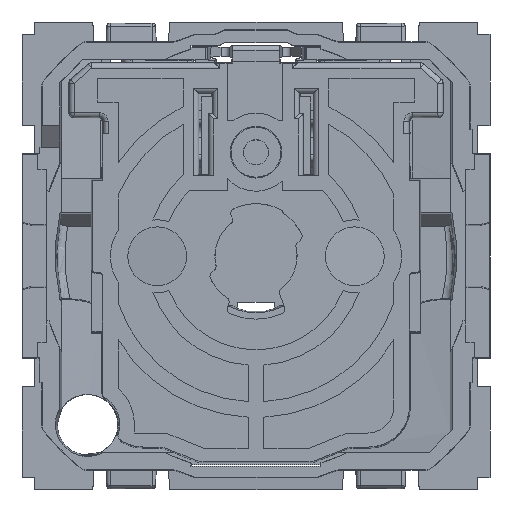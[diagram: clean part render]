
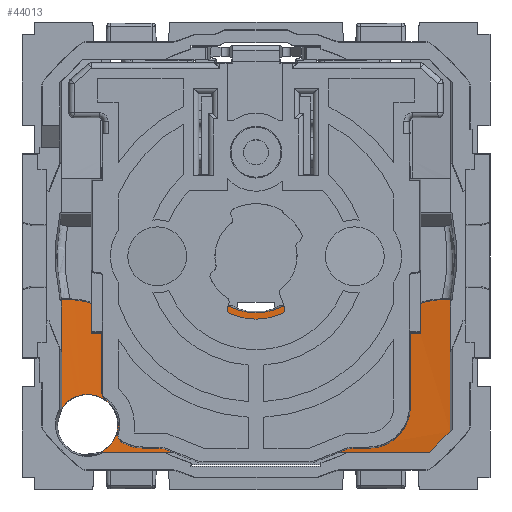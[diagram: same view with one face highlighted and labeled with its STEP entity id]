
A CAD part, top view. The second image highlights one B-rep face of the part: STEP entity #44013.
In plain terms, the highlighted cylindrical face has radius 132.4 mm (diameter 264.8 mm), a partial arc.
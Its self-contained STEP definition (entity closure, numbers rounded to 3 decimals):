
#43937=AXIS2_PLACEMENT_3D('Circle Axis2P3D',#43935,#43936,$) ;
#43944=AXIS2_PLACEMENT_3D('Circle Axis2P3D',#43942,#43943,$) ;
#43992=AXIS2_PLACEMENT_3D('Cylinder Axis2P3D',#43989,#43990,#43991) ;
#40=CARTESIAN_POINT('Vertex',(-15.,-18.861,-15.548)) ;
#49=CARTESIAN_POINT('Vertex',(-15.,-18.875,-15.548)) ;
#52=CARTESIAN_POINT('Line Origine',(-15.,-18.868,-15.548)) ;
#135=CARTESIAN_POINT('Control Point',(-13.282,-16.2,-15.732)) ;
#136=CARTESIAN_POINT('Control Point',(-13.282,-17.039,-15.732)) ;
#137=CARTESIAN_POINT('Control Point',(-13.606,-17.881,-15.7)) ;
#138=CARTESIAN_POINT('Control Point',(-14.24,-18.518,-15.634)) ;
#139=CARTESIAN_POINT('Control Point',(-15.,-18.861,-15.548)) ;
#140=CARTESIAN_POINT('Vertex',(-13.282,-16.2,-15.732)) ;
#6071=CARTESIAN_POINT('Control Point',(-18.695,-14.677,-15.074)) ;
#6072=CARTESIAN_POINT('Control Point',(-18.252,-13.953,-15.137)) ;
#6073=CARTESIAN_POINT('Control Point',(-17.548,-13.392,-15.235)) ;
#6074=CARTESIAN_POINT('Control Point',(-16.665,-13.122,-15.352)) ;
#6075=CARTESIAN_POINT('Control Point',(-15.064,-13.245,-15.545)) ;
#6076=CARTESIAN_POINT('Control Point',(-13.861,-14.263,-15.674)) ;
#6077=CARTESIAN_POINT('Control Point',(-13.475,-14.858,-15.713)) ;
#6078=CARTESIAN_POINT('Control Point',(-13.282,-15.529,-15.732)) ;
#6079=CARTESIAN_POINT('Control Point',(-13.282,-16.2,-15.732)) ;
#6080=CARTESIAN_POINT('Vertex',(-18.695,-14.677,-15.074)) ;
#43679=CARTESIAN_POINT('Vertex',(-18.695,-4.159,-15.074)) ;
#43683=CARTESIAN_POINT('Control Point',(-15.,-4.818,-15.548)) ;
#43684=CARTESIAN_POINT('Control Point',(-15.871,-4.441,-15.448)) ;
#43685=CARTESIAN_POINT('Control Point',(-16.799,-4.199,-15.335)) ;
#43686=CARTESIAN_POINT('Control Point',(-17.752,-4.106,-15.208)) ;
#43687=CARTESIAN_POINT('Control Point',(-18.695,-4.159,-15.074)) ;
#43688=CARTESIAN_POINT('Vertex',(-15.,-4.818,-15.548)) ;
#43707=CARTESIAN_POINT('Line Origine',(-18.695,0.,-15.074)) ;
#43726=CARTESIAN_POINT('Vertex',(-15.,-4.859,-15.548)) ;
#43729=CARTESIAN_POINT('Line Origine',(-15.,-4.838,-15.548)) ;
#43749=CARTESIAN_POINT('Vertex',(18.695,-16.855,-15.074)) ;
#43753=CARTESIAN_POINT('Control Point',(18.695,-16.855,-15.074)) ;
#43754=CARTESIAN_POINT('Control Point',(18.022,-17.528,-15.17)) ;
#43755=CARTESIAN_POINT('Control Point',(17.349,-18.201,-15.26)) ;
#43756=CARTESIAN_POINT('Control Point',(16.675,-18.875,-15.346)) ;
#43757=CARTESIAN_POINT('Vertex',(16.675,-18.875,-15.346)) ;
#43777=CARTESIAN_POINT('Vertex',(18.695,-4.159,-15.074)) ;
#43781=CARTESIAN_POINT('Control Point',(18.695,-16.855,-15.074)) ;
#43782=CARTESIAN_POINT('Control Point',(18.695,-4.159,-15.074)) ;
#43800=CARTESIAN_POINT('Control Point',(15.,-4.818,-15.548)) ;
#43801=CARTESIAN_POINT('Control Point',(15.871,-4.441,-15.448)) ;
#43802=CARTESIAN_POINT('Control Point',(16.799,-4.199,-15.335)) ;
#43803=CARTESIAN_POINT('Control Point',(17.752,-4.106,-15.208)) ;
#43804=CARTESIAN_POINT('Control Point',(18.695,-4.159,-15.074)) ;
#43805=CARTESIAN_POINT('Vertex',(15.,-4.818,-15.548)) ;
#43830=CARTESIAN_POINT('Control Point',(2.451,-4.852,-16.377)) ;
#43831=CARTESIAN_POINT('Control Point',(1.316,-5.424,-16.398)) ;
#43832=CARTESIAN_POINT('Control Point',(0.,-5.644,-16.41)) ;
#43833=CARTESIAN_POINT('Control Point',(-1.316,-5.424,-16.398)) ;
#43834=CARTESIAN_POINT('Control Point',(-2.451,-4.852,-16.377)) ;
#43835=CARTESIAN_POINT('Vertex',(2.451,-4.852,-16.377)) ;
#43837=CARTESIAN_POINT('Vertex',(-2.451,-4.852,-16.377)) ;
#43873=CARTESIAN_POINT('Control Point',(5.,-4.852,-16.306)) ;
#43874=CARTESIAN_POINT('Control Point',(8.341,-4.853,-16.179)) ;
#43875=CARTESIAN_POINT('Control Point',(11.678,-4.856,-15.926)) ;
#43876=CARTESIAN_POINT('Control Point',(15.,-4.859,-15.548)) ;
#43877=CARTESIAN_POINT('Vertex',(5.,-4.852,-16.306)) ;
#43879=CARTESIAN_POINT('Vertex',(15.,-4.859,-15.548)) ;
#43888=CARTESIAN_POINT('Control Point',(2.451,-4.852,-16.377)) ;
#43889=CARTESIAN_POINT('Control Point',(3.301,-4.852,-16.362)) ;
#43890=CARTESIAN_POINT('Control Point',(4.15,-4.852,-16.338)) ;
#43891=CARTESIAN_POINT('Control Point',(5.,-4.852,-16.306)) ;
#43908=CARTESIAN_POINT('Control Point',(-15.,-4.859,-15.548)) ;
#43909=CARTESIAN_POINT('Control Point',(-11.678,-4.856,-15.926)) ;
#43910=CARTESIAN_POINT('Control Point',(-8.341,-4.853,-16.179)) ;
#43911=CARTESIAN_POINT('Control Point',(-5.,-4.852,-16.306)) ;
#43912=CARTESIAN_POINT('Vertex',(-5.,-4.852,-16.306)) ;
#43916=CARTESIAN_POINT('Control Point',(-5.,-4.852,-16.306)) ;
#43917=CARTESIAN_POINT('Control Point',(-4.15,-4.852,-16.338)) ;
#43918=CARTESIAN_POINT('Control Point',(-3.301,-4.852,-16.362)) ;
#43919=CARTESIAN_POINT('Control Point',(-2.451,-4.852,-16.377)) ;
#43935=CARTESIAN_POINT('Axis2P3D Location',(0.,-18.875,116.)) ;
#43939=CARTESIAN_POINT('Vertex',(-13.226,-18.875,-15.738)) ;
#43942=CARTESIAN_POINT('Axis2P3D Location',(0.,-18.875,116.)) ;
#43977=CARTESIAN_POINT('Line Origine',(15.,-4.838,-15.548)) ;
#43989=CARTESIAN_POINT('Axis2P3D Location',(0.,-8.438,116.)) ;
#53=DIRECTION('Vector Direction',(0.,1.,0.)) ;
#43708=DIRECTION('Vector Direction',(0.,1.,0.)) ;
#43730=DIRECTION('Vector Direction',(0.,1.,0.)) ;
#43936=DIRECTION('Axis2P3D Direction',(0.,1.,0.)) ;
#43943=DIRECTION('Axis2P3D Direction',(0.,1.,0.)) ;
#43978=DIRECTION('Vector Direction',(0.,1.,0.)) ;
#43990=DIRECTION('Axis2P3D Direction',(0.,1.,0.)) ;
#43991=DIRECTION('Axis2P3D XDirection',(0.143,0.,-0.99)) ;
#54=VECTOR('Line Direction',#53,1.) ;
#43709=VECTOR('Line Direction',#43708,1.) ;
#43731=VECTOR('Line Direction',#43730,1.) ;
#43979=VECTOR('Line Direction',#43978,1.) ;
#43995=ORIENTED_EDGE('',*,*,#43733,.T.) ;
#43996=ORIENTED_EDGE('',*,*,#43690,.T.) ;
#43997=ORIENTED_EDGE('',*,*,#43711,.F.) ;
#43998=ORIENTED_EDGE('',*,*,#6082,.T.) ;
#43999=ORIENTED_EDGE('',*,*,#142,.T.) ;
#44000=ORIENTED_EDGE('',*,*,#56,.F.) ;
#44001=ORIENTED_EDGE('',*,*,#43946,.T.) ;
#44002=ORIENTED_EDGE('',*,*,#43941,.T.) ;
#44003=ORIENTED_EDGE('',*,*,#43759,.T.) ;
#44004=ORIENTED_EDGE('',*,*,#43783,.F.) ;
#44005=ORIENTED_EDGE('',*,*,#43807,.F.) ;
#44006=ORIENTED_EDGE('',*,*,#43981,.F.) ;
#44007=ORIENTED_EDGE('',*,*,#43881,.F.) ;
#44008=ORIENTED_EDGE('',*,*,#43892,.F.) ;
#44009=ORIENTED_EDGE('',*,*,#43839,.T.) ;
#44010=ORIENTED_EDGE('',*,*,#43920,.F.) ;
#44011=ORIENTED_EDGE('',*,*,#43914,.F.) ;
#44013=ADVANCED_FACE('EG03923_A.2\\SOCLE',(#44012),#43993,.F.) ;
#134=B_SPLINE_CURVE_WITH_KNOTS('',4,(#135,#136,#137,#138,#139),.UNSPECIFIED.,.F.,.U.,(5,5),(0.141,4.87),.UNSPECIFIED.) ;
#6070=B_SPLINE_CURVE_WITH_KNOTS('',5,(#6071,#6072,#6073,#6074,#6075,#6076,#6077,#6078,#6079),.UNSPECIFIED.,.F.,.U.,(6,3,6),(0.,5.991,10.72),.UNSPECIFIED.) ;
#43682=B_SPLINE_CURVE_WITH_KNOTS('',4,(#43683,#43684,#43685,#43686,#43687),.UNSPECIFIED.,.F.,.U.,(5,5),(0.086,5.514),.UNSPECIFIED.) ;
#43752=B_SPLINE_CURVE_WITH_KNOTS('',3,(#43753,#43754,#43755,#43756),.UNSPECIFIED.,.F.,.U.,(4,4),(0.363,4.42),.UNSPECIFIED.) ;
#43780=B_SPLINE_CURVE_WITH_KNOTS('',1,(#43781,#43782),.UNSPECIFIED.,.F.,.U.,(2,2),(-9.428,3.269),.UNSPECIFIED.) ;
#43799=B_SPLINE_CURVE_WITH_KNOTS('',4,(#43800,#43801,#43802,#43803,#43804),.UNSPECIFIED.,.F.,.U.,(5,5),(0.086,5.514),.UNSPECIFIED.) ;
#43829=B_SPLINE_CURVE_WITH_KNOTS('',4,(#43830,#43831,#43832,#43833,#43834),.UNSPECIFIED.,.F.,.U.,(5,5),(8.337,15.407),.UNSPECIFIED.) ;
#43872=B_SPLINE_CURVE_WITH_KNOTS('',3,(#43873,#43874,#43875,#43876),.UNSPECIFIED.,.F.,.U.,(4,4),(28.997,43.183),.UNSPECIFIED.) ;
#43887=B_SPLINE_CURVE_WITH_KNOTS('',3,(#43888,#43889,#43890,#43891),.UNSPECIFIED.,.F.,.U.,(4,4),(25.39,28.997),.UNSPECIFIED.) ;
#43907=B_SPLINE_CURVE_WITH_KNOTS('',3,(#43908,#43909,#43910,#43911),.UNSPECIFIED.,.F.,.U.,(4,4),(0.665,14.851),.UNSPECIFIED.) ;
#43915=B_SPLINE_CURVE_WITH_KNOTS('',3,(#43916,#43917,#43918,#43919),.UNSPECIFIED.,.F.,.U.,(4,4),(14.851,18.458),.UNSPECIFIED.) ;
#43938=CIRCLE('generated circle',#43937,132.4) ;
#43945=CIRCLE('generated circle',#43944,132.4) ;
#43993=CYLINDRICAL_SURFACE('generated cylinder',#43992,132.4) ;
#56=EDGE_CURVE('',#50,#41,#55,.T.) ;
#142=EDGE_CURVE('',#141,#41,#134,.T.) ;
#6082=EDGE_CURVE('',#6081,#141,#6070,.T.) ;
#43690=EDGE_CURVE('',#43689,#43680,#43682,.T.) ;
#43711=EDGE_CURVE('',#6081,#43680,#43710,.T.) ;
#43733=EDGE_CURVE('',#43727,#43689,#43732,.T.) ;
#43759=EDGE_CURVE('',#43758,#43750,#43752,.F.) ;
#43783=EDGE_CURVE('',#43778,#43750,#43780,.F.) ;
#43807=EDGE_CURVE('',#43806,#43778,#43799,.T.) ;
#43839=EDGE_CURVE('',#43836,#43838,#43829,.T.) ;
#43881=EDGE_CURVE('',#43878,#43880,#43872,.T.) ;
#43892=EDGE_CURVE('',#43836,#43878,#43887,.T.) ;
#43914=EDGE_CURVE('',#43727,#43913,#43907,.T.) ;
#43920=EDGE_CURVE('',#43913,#43838,#43915,.T.) ;
#43941=EDGE_CURVE('',#43940,#43758,#43938,.F.) ;
#43946=EDGE_CURVE('',#50,#43940,#43945,.F.) ;
#43981=EDGE_CURVE('',#43880,#43806,#43980,.T.) ;
#43994=EDGE_LOOP('',(#43995,#43996,#43997,#43998,#43999,#44000,#44001,#44002,#44003,#44004,#44005,#44006,#44007,#44008,#44009,#44010,#44011)) ;
#44012=FACE_OUTER_BOUND('',#43994,.T.) ;
#55=LINE('Line',#52,#54) ;
#43710=LINE('Line',#43707,#43709) ;
#43732=LINE('Line',#43729,#43731) ;
#43980=LINE('Line',#43977,#43979) ;
#41=VERTEX_POINT('',#40) ;
#50=VERTEX_POINT('',#49) ;
#141=VERTEX_POINT('',#140) ;
#6081=VERTEX_POINT('',#6080) ;
#43680=VERTEX_POINT('',#43679) ;
#43689=VERTEX_POINT('',#43688) ;
#43727=VERTEX_POINT('',#43726) ;
#43750=VERTEX_POINT('',#43749) ;
#43758=VERTEX_POINT('',#43757) ;
#43778=VERTEX_POINT('',#43777) ;
#43806=VERTEX_POINT('',#43805) ;
#43836=VERTEX_POINT('',#43835) ;
#43838=VERTEX_POINT('',#43837) ;
#43878=VERTEX_POINT('',#43877) ;
#43880=VERTEX_POINT('',#43879) ;
#43913=VERTEX_POINT('',#43912) ;
#43940=VERTEX_POINT('',#43939) ;
